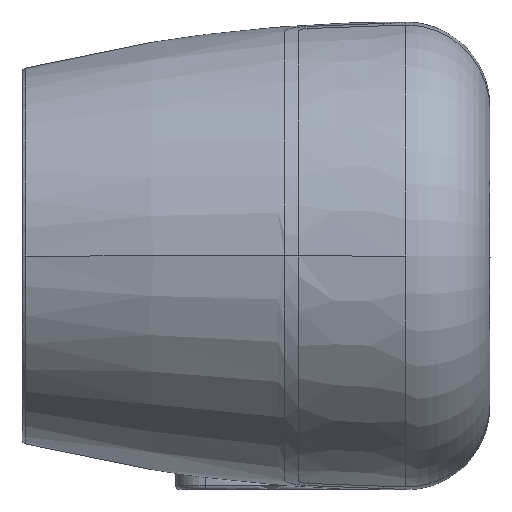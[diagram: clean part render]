
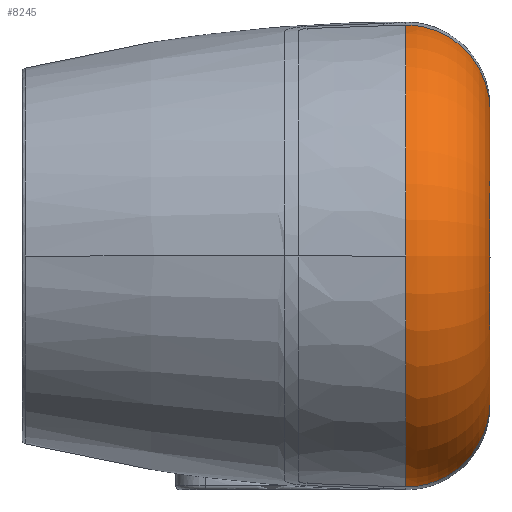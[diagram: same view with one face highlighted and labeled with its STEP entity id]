
A CAD part, left-side view. The second image highlights one B-rep face of the part: STEP entity #8245.
In plain terms, the highlighted toroidal (fillet/blend) face has major radius 8 mm and minor radius 4.5 mm.
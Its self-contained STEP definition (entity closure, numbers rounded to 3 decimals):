
#117 = CARTESIAN_POINT ( 'NONE',  ( -34.5, -4.5, 7.746 ) ) ;
#211 = CARTESIAN_POINT ( 'NONE',  ( -34.5, -4.473, 8.337 ) ) ;
#252 = DIRECTION ( 'NONE',  ( 0., 1., 0. ) ) ;
#317 = CARTESIAN_POINT ( 'NONE',  ( -34.5, -3.921, 10.03 ) ) ;
#850 = CARTESIAN_POINT ( 'NONE',  ( -34.5, -3.92, -10.032 ) ) ;
#948 = CARTESIAN_POINT ( 'NONE',  ( -34.5, -1.465, -12.101 ) ) ;
#1326 = CARTESIAN_POINT ( 'NONE',  ( -34.5, 0., -12.339 ) ) ;
#1948 = VERTEX_POINT ( 'NONE', #8095 ) ;
#1995 = EDGE_CURVE ( 'NONE', #4729, #1948, #6000, .T. ) ;
#2528 = CIRCLE ( 'NONE', #12131, 12.5 ) ;
#3096 = DIRECTION ( 'NONE',  ( 0., 0., 1. ) ) ;
#3120 = CARTESIAN_POINT ( 'NONE',  ( -34.5, -3.596, 10.534 ) ) ;
#3411 = CARTESIAN_POINT ( 'NONE',  ( -34.5, 0., 12.339 ) ) ;
#3623 = DIRECTION ( 'NONE',  ( 0., 0., 1. ) ) ;
#3992 = CARTESIAN_POINT ( 'NONE',  ( -34.5, 0., 12.339 ) ) ;
#4623 = CARTESIAN_POINT ( 'NONE',  ( -34.5, -2.998, 11.192 ) ) ;
#4715 = CARTESIAN_POINT ( 'NONE',  ( -34.5, -1.467, 12.1 ) ) ;
#4729 = VERTEX_POINT ( 'NONE', #18561 ) ;
#4809 = CIRCLE ( 'NONE', #8013, 12.5 ) ;
#4822 = CARTESIAN_POINT ( 'NONE',  ( -34.5, -2.275, 11.725 ) ) ;
#5149 = TOROIDAL_SURFACE ( 'NONE', #13476, 8., 4.5 ) ;
#5196 = ORIENTED_EDGE ( 'NONE', *, *, #14073, .T. ) ;
#5559 = CARTESIAN_POINT ( 'NONE',  ( -34.5, -2.274, -11.725 ) ) ;
#6000 = CIRCLE ( 'NONE', #19159, 8. ) ;
#6326 = CARTESIAN_POINT ( 'NONE',  ( -34.5, -4.361, 8.927 ) ) ;
#6430 = CARTESIAN_POINT ( 'NONE',  ( -34.5, -2.015, 11.867 ) ) ;
#6671 = DIRECTION ( 'NONE',  ( 0., 1., 0. ) ) ;
#6769 = EDGE_CURVE ( 'NONE', #8345, #11737, #4809, .T. ) ;
#6781 = CARTESIAN_POINT ( 'NONE',  ( -34.5, -2.768, -11.386 ) ) ;
#6975 = CARTESIAN_POINT ( 'NONE',  ( -34.5, -4.278, -9.211 ) ) ;
#7076 = CARTESIAN_POINT ( 'NONE',  ( -34.5, -2.011, -11.869 ) ) ;
#7798 = B_SPLINE_CURVE_WITH_KNOTS ( 'NONE', 3,
 ( #117, #7819, #211, #6326, #7919, #12443, #317, #3120, #18463, #4623, #12340, #4822, #6430, #4715, #11034, #17151, #9525, #3411 ),
 .UNSPECIFIED., .F., .F.,
 ( 4, 2, 2, 2, 2, 2, 2, 2, 4 ),
 ( 0.005, 0.006, 0.007, 0.008, 0.009, 0.01, 0.011, 0.012, 0.013 ),
 .UNSPECIFIED. ) ;
#7819 = CARTESIAN_POINT ( 'NONE',  ( -34.5, -4.5, 8.042 ) ) ;
#7856 = CARTESIAN_POINT ( 'NONE',  ( -32.5, 0., 0. ) ) ;
#7919 = CARTESIAN_POINT ( 'NONE',  ( -34.5, -4.277, 9.214 ) ) ;
#8013 = AXIS2_PLACEMENT_3D ( 'NONE', #19079, #17374, #3623 ) ;
#8095 = CARTESIAN_POINT ( 'NONE',  ( -34.5, -4.5, -7.746 ) ) ;
#8245 = ADVANCED_FACE ( 'NONE', ( #9461 ), #5149, .T. ) ;
#8345 = VERTEX_POINT ( 'NONE', #9563 ) ;
#9461 = FACE_OUTER_BOUND ( 'NONE', #19733, .T. ) ;
#9525 = CARTESIAN_POINT ( 'NONE',  ( -34.5, -0.3, 12.339 ) ) ;
#9563 = CARTESIAN_POINT ( 'NONE',  ( -45., 0., 0. ) ) ;
#9570 = CARTESIAN_POINT ( 'NONE',  ( -32.5, 0., 0. ) ) ;
#9977 = CARTESIAN_POINT ( 'NONE',  ( -34.5, -1.178, -12.19 ) ) ;
#10067 = CARTESIAN_POINT ( 'NONE',  ( -34.5, 0., -12.339 ) ) ;
#10874 = DIRECTION ( 'NONE',  ( 0., 0., 1. ) ) ;
#11034 = CARTESIAN_POINT ( 'NONE',  ( -34.5, -1.178, 12.19 ) ) ;
#11672 = CARTESIAN_POINT ( 'NONE',  ( -34.5, -4.057, -9.766 ) ) ;
#11737 = VERTEX_POINT ( 'NONE', #3992 ) ;
#11768 = CARTESIAN_POINT ( 'NONE',  ( -34.5, -4.472, -8.344 ) ) ;
#11992 = ORIENTED_EDGE ( 'NONE', *, *, #1995, .F. ) ;
#12131 = AXIS2_PLACEMENT_3D ( 'NONE', #9570, #6671, #17101 ) ;
#12340 = CARTESIAN_POINT ( 'NONE',  ( -34.5, -2.766, 11.387 ) ) ;
#12443 = CARTESIAN_POINT ( 'NONE',  ( -34.5, -4.058, 9.764 ) ) ;
#12984 = CARTESIAN_POINT ( 'NONE',  ( -34.5, -4.361, -8.927 ) ) ;
#13085 = CARTESIAN_POINT ( 'NONE',  ( -34.5, -0.297, -12.339 ) ) ;
#13179 = CARTESIAN_POINT ( 'NONE',  ( -34.5, -3.599, -10.529 ) ) ;
#13229 = B_SPLINE_CURVE_WITH_KNOTS ( 'NONE', 3,
 ( #10067, #13085, #15995, #9977, #948, #7076, #5559, #6781, #14490, #14579, #13179, #850, #11672, #6975, #12984, #11768, #19317, #16278 ),
 .UNSPECIFIED., .F., .F.,
 ( 4, 2, 2, 2, 2, 2, 2, 2, 4 ),
 ( 0.025, 0.026, 0.027, 0.028, 0.029, 0.03, 0.03, 0.031, 0.032 ),
 .UNSPECIFIED. ) ;
#13476 = AXIS2_PLACEMENT_3D ( 'NONE', #7856, #252, #10874 ) ;
#13916 = VERTEX_POINT ( 'NONE', #1326 ) ;
#14073 = EDGE_CURVE ( 'NONE', #4729, #11737, #7798, .T. ) ;
#14490 = CARTESIAN_POINT ( 'NONE',  ( -34.5, -2.996, -11.194 ) ) ;
#14579 = CARTESIAN_POINT ( 'NONE',  ( -34.5, -3.414, -10.763 ) ) ;
#15995 = CARTESIAN_POINT ( 'NONE',  ( -34.5, -0.592, -12.309 ) ) ;
#16278 = CARTESIAN_POINT ( 'NONE',  ( -34.5, -4.5, -7.746 ) ) ;
#16463 = EDGE_CURVE ( 'NONE', #13916, #1948, #13229, .T. ) ;
#17033 = DIRECTION ( 'NONE',  ( 0., -1., 0. ) ) ;
#17101 = DIRECTION ( 'NONE',  ( 0., 0., 1. ) ) ;
#17130 = CARTESIAN_POINT ( 'NONE',  ( -32.5, -4.5, 0. ) ) ;
#17151 = CARTESIAN_POINT ( 'NONE',  ( -34.5, -0.596, 12.309 ) ) ;
#17374 = DIRECTION ( 'NONE',  ( 0., 1., 0. ) ) ;
#17630 = ORIENTED_EDGE ( 'NONE', *, *, #19340, .F. ) ;
#18365 = ORIENTED_EDGE ( 'NONE', *, *, #16463, .T. ) ;
#18463 = CARTESIAN_POINT ( 'NONE',  ( -34.5, -3.411, 10.766 ) ) ;
#18561 = CARTESIAN_POINT ( 'NONE',  ( -34.5, -4.5, 7.746 ) ) ;
#18650 = ORIENTED_EDGE ( 'NONE', *, *, #6769, .F. ) ;
#19079 = CARTESIAN_POINT ( 'NONE',  ( -32.5, 0., 0. ) ) ;
#19159 = AXIS2_PLACEMENT_3D ( 'NONE', #17130, #17033, #3096 ) ;
#19317 = CARTESIAN_POINT ( 'NONE',  ( -34.5, -4.5, -8.043 ) ) ;
#19340 = EDGE_CURVE ( 'NONE', #13916, #8345, #2528, .T. ) ;
#19733 = EDGE_LOOP ( 'NONE', ( #17630, #18365, #11992, #5196, #18650 ) ) ;
